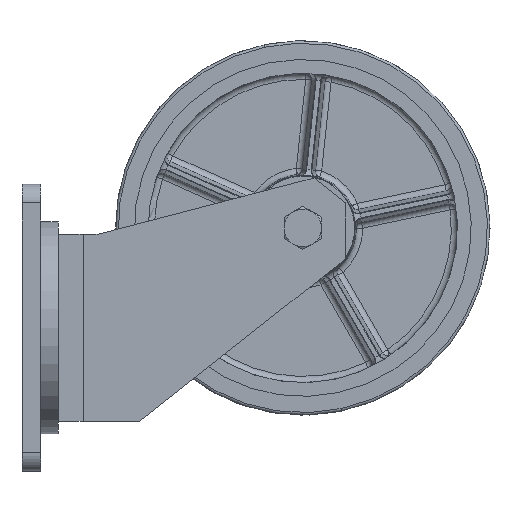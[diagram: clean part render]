
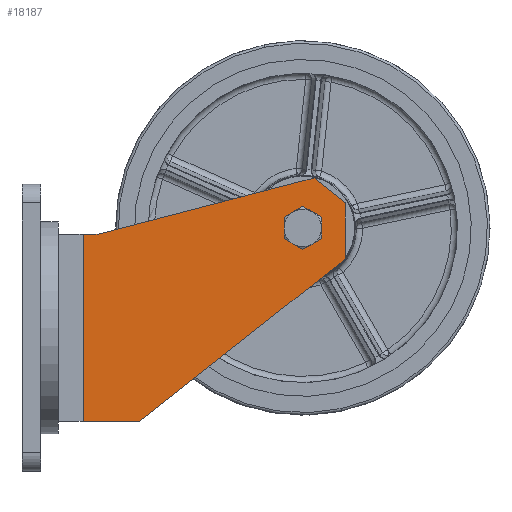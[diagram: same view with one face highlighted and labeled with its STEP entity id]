
A CAD part, left-side view. The second image highlights one B-rep face of the part: STEP entity #18187.
In plain terms, the highlighted planar face has unit normal (-1, 0, 0).
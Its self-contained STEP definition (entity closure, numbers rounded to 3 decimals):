
#1028 = CARTESIAN_POINT ( 'NONE',  ( -88.5, -234., -115.642 ) ) ;
#1222 = ORIENTED_EDGE ( 'NONE', *, *, #18869, .F. ) ;
#1233 = CARTESIAN_POINT ( 'NONE',  ( -88.5, -234., -115.642 ) ) ;
#1754 = CARTESIAN_POINT ( 'NONE',  ( -88.5, -215., -155.642 ) ) ;
#2743 = DIRECTION ( 'NONE',  ( 0., 1., 0. ) ) ;
#3816 = VECTOR ( 'NONE', #8330, 1000. ) ;
#4695 = CARTESIAN_POINT ( 'NONE',  ( -88.5, -235., -155.642 ) ) ;
#5067 = EDGE_LOOP ( 'NONE', ( #31007, #1222 ) ) ;
#5136 = CARTESIAN_POINT ( 'NONE',  ( -88.5, -49., -310.642 ) ) ;
#5611 = VERTEX_POINT ( 'NONE', #29397 ) ;
#5732 = AXIS2_PLACEMENT_3D ( 'NONE', #45635, #34014, #2743 ) ;
#5993 = AXIS2_PLACEMENT_3D ( 'NONE', #31083, #8126, #38928 ) ;
#6972 = CARTESIAN_POINT ( 'NONE',  ( -88.5, -49., -160.642 ) ) ;
#7141 = ORIENTED_EDGE ( 'NONE', *, *, #43619, .T. ) ;
#7576 = LINE ( 'NONE', #18191, #42659 ) ;
#8126 = DIRECTION ( 'NONE',  ( -1., 0., 0. ) ) ;
#8330 = DIRECTION ( 'NONE',  ( 0., 0.968, -0.252 ) ) ;
#10613 = VERTEX_POINT ( 'NONE', #24058 ) ;
#10866 = EDGE_CURVE ( 'NONE', #25507, #24241, #32338, .T. ) ;
#11531 = EDGE_CURVE ( 'NONE', #47001, #36151, #44942, .T. ) ;
#13638 = ORIENTED_EDGE ( 'NONE', *, *, #17693, .T. ) ;
#13797 = DIRECTION ( 'NONE',  ( 0., -0.785, 0.619 ) ) ;
#15018 = CARTESIAN_POINT ( 'NONE',  ( -88.5, -259., -180.642 ) ) ;
#15532 = FACE_BOUND ( 'NONE', #5067, .T. ) ;
#16901 = ORIENTED_EDGE ( 'NONE', *, *, #44770, .T. ) ;
#17693 = EDGE_CURVE ( 'NONE', #36151, #10613, #27005, .T. ) ;
#18187 = ADVANCED_FACE ( 'NONE', ( #38276, #15532 ), #42787, .T. ) ;
#18191 = CARTESIAN_POINT ( 'NONE',  ( -88.5, -49., -160.642 ) ) ;
#18869 = EDGE_CURVE ( 'NONE', #24241, #25507, #47875, .T. ) ;
#19284 = EDGE_CURVE ( 'NONE', #5611, #19377, #21092, .T. ) ;
#19377 = VERTEX_POINT ( 'NONE', #15018 ) ;
#21092 = LINE ( 'NONE', #32960, #30256 ) ;
#21164 = LINE ( 'NONE', #33791, #34931 ) ;
#21998 = CARTESIAN_POINT ( 'NONE',  ( -88.5, -49., -235.642 ) ) ;
#22135 = CARTESIAN_POINT ( 'NONE',  ( -88.5, -259., -135.642 ) ) ;
#22445 = DIRECTION ( 'NONE',  ( 0., 0., -1. ) ) ;
#22706 = ORIENTED_EDGE ( 'NONE', *, *, #11531, .T. ) ;
#24058 = CARTESIAN_POINT ( 'NONE',  ( -88.5, -61., -160.642 ) ) ;
#24241 = VERTEX_POINT ( 'NONE', #1754 ) ;
#25507 = VERTEX_POINT ( 'NONE', #4695 ) ;
#26344 = CARTESIAN_POINT ( 'NONE',  ( -88.5, -61., -160.642 ) ) ;
#26846 = LINE ( 'NONE', #26344, #37412 ) ;
#27005 = LINE ( 'NONE', #1028, #3816 ) ;
#27346 = VERTEX_POINT ( 'NONE', #5136 ) ;
#29397 = CARTESIAN_POINT ( 'NONE',  ( -88.5, -94., -310.642 ) ) ;
#30256 = VECTOR ( 'NONE', #13797, 1000. ) ;
#30521 = CARTESIAN_POINT ( 'NONE',  ( -88.5, -259., -135.642 ) ) ;
#31007 = ORIENTED_EDGE ( 'NONE', *, *, #10866, .F. ) ;
#31083 = CARTESIAN_POINT ( 'NONE',  ( -88.5, -225., -155.642 ) ) ;
#31199 = AXIS2_PLACEMENT_3D ( 'NONE', #21998, #39771, #40942 ) ;
#32338 = CIRCLE ( 'NONE', #5732, 10. ) ;
#32369 = EDGE_LOOP ( 'NONE', ( #38388, #16901, #36523, #7141, #22706, #13638, #41450 ) ) ;
#32509 = VERTEX_POINT ( 'NONE', #6972 ) ;
#32579 = CARTESIAN_POINT ( 'NONE',  ( -88.5, -49., -310.642 ) ) ;
#32960 = CARTESIAN_POINT ( 'NONE',  ( -88.5, -94., -310.642 ) ) ;
#33791 = CARTESIAN_POINT ( 'NONE',  ( -88.5, -259., -180.642 ) ) ;
#34014 = DIRECTION ( 'NONE',  ( -1., 0., 0. ) ) ;
#34286 = DIRECTION ( 'NONE',  ( 0., 0.781, 0.625 ) ) ;
#34931 = VECTOR ( 'NONE', #48937, 1000. ) ;
#36151 = VERTEX_POINT ( 'NONE', #1233 ) ;
#36523 = ORIENTED_EDGE ( 'NONE', *, *, #19284, .T. ) ;
#36750 = VECTOR ( 'NONE', #41078, 1000. ) ;
#37412 = VECTOR ( 'NONE', #45081, 1000. ) ;
#38276 = FACE_OUTER_BOUND ( 'NONE', #32369, .T. ) ;
#38388 = ORIENTED_EDGE ( 'NONE', *, *, #49356, .T. ) ;
#38686 = EDGE_CURVE ( 'NONE', #10613, #32509, #26846, .T. ) ;
#38928 = DIRECTION ( 'NONE',  ( 0., 1., 0. ) ) ;
#39771 = DIRECTION ( 'NONE',  ( -1., 0., 0. ) ) ;
#40942 = DIRECTION ( 'NONE',  ( 0., 1., 0. ) ) ;
#41078 = DIRECTION ( 'NONE',  ( 0., -1., 0. ) ) ;
#41450 = ORIENTED_EDGE ( 'NONE', *, *, #38686, .T. ) ;
#42659 = VECTOR ( 'NONE', #22445, 1000. ) ;
#42787 = PLANE ( 'NONE',  #31199 ) ;
#43619 = EDGE_CURVE ( 'NONE', #19377, #47001, #21164, .T. ) ;
#44770 = EDGE_CURVE ( 'NONE', #27346, #5611, #48916, .T. ) ;
#44942 = LINE ( 'NONE', #30521, #46870 ) ;
#45081 = DIRECTION ( 'NONE',  ( 0., 1., 0. ) ) ;
#45635 = CARTESIAN_POINT ( 'NONE',  ( -88.5, -225., -155.642 ) ) ;
#46870 = VECTOR ( 'NONE', #34286, 1000. ) ;
#47001 = VERTEX_POINT ( 'NONE', #22135 ) ;
#47875 = CIRCLE ( 'NONE', #5993, 10. ) ;
#48916 = LINE ( 'NONE', #32579, #36750 ) ;
#48937 = DIRECTION ( 'NONE',  ( 0., 0., 1. ) ) ;
#49356 = EDGE_CURVE ( 'NONE', #32509, #27346, #7576, .T. ) ;
